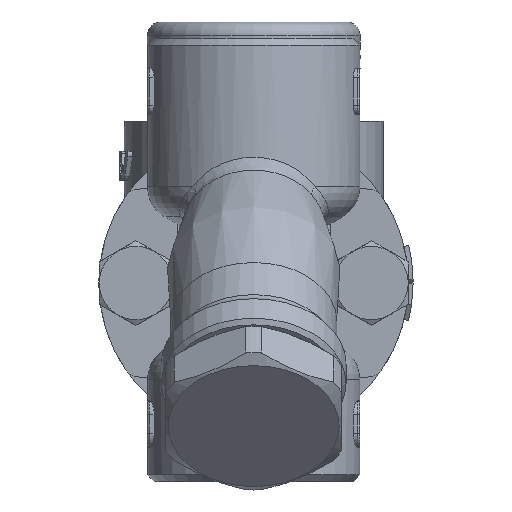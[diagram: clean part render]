
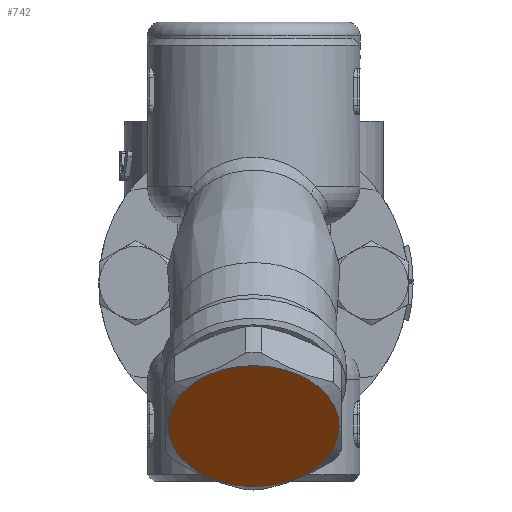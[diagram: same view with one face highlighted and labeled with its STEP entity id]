
A CAD part, left-side view. The second image highlights one B-rep face of the part: STEP entity #742.
In plain terms, the highlighted planar face has unit normal (-0.707, 0, -0.707).
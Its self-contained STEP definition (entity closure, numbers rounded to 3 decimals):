
#498=CARTESIAN_POINT('',(-46.881,0.0,-44.044));
#499=VERTEX_POINT('',#498);
#500=CARTESIAN_POINT('',(-59.963,0.0,-30.963));
#501=DIRECTION('',(-0.707,0.,-0.707));
#502=DIRECTION('',(0.707,0.0,-0.707));
#503=AXIS2_PLACEMENT_3D('',#500,#501,#502);
#504=CIRCLE('',#503,18.5);
#505=EDGE_CURVE('',#499,#499,#504,.T.);
#734=CARTESIAN_POINT('',(-59.963,0.,-30.963));
#735=DIRECTION('',(0.707,0.,0.707));
#736=DIRECTION('',(0.707,0.0,-0.707));
#737=AXIS2_PLACEMENT_3D('',#734,#735,#736);
#738=PLANE('',#737);
#739=ORIENTED_EDGE('',*,*,#505,.T.);
#740=EDGE_LOOP('',(#739));
#741=FACE_OUTER_BOUND('',#740,.T.);
#742=ADVANCED_FACE('',(#741),#738,.F.);
